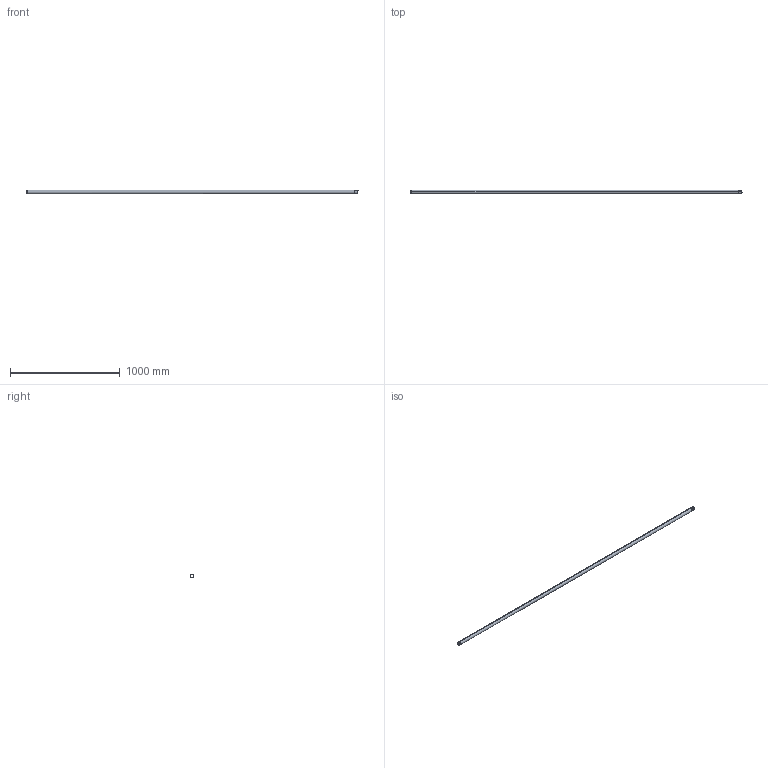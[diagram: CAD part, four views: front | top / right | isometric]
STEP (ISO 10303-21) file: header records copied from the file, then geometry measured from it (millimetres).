
FILE_DESCRIPTION (( 'STEP AP203' ), '1' );
FILE_NAME ('CTR11-HDZ-N-032-3 Òðóáà ñòàëüíàÿ íàðåçíàÿ d32ìì.STEP', '2016-06-30T07:35:23', ( '' ), ( '' ), 'SwSTEP 2.0', 'SolidWorks 2014', '' );
FILE_SCHEMA (( 'CONFIG_CONTROL_DESIGN' ));
Length unit declared in the file: millimetre
Products named in the file (1): CTR11-HDZ-N-032-3 Òðóáà ñòàëüíàÿ íàðåçíàÿ d32ìì
Bounding box: 3030 x 34.5 x 34.5 mm (x, y, z)
Volume: 544492.9 mm3; surface area: 576501.3 mm2
Topology: 1 solids, 1 shells, 50 faces, 133 edges, 87 vertices
Faces by surface type: cylinder 31, bspline 13, plane 6
Entity records: 8895 total; most frequent: CARTESIAN_POINT 7820, ORIENTED_EDGE 266, DIRECTION 147, EDGE_CURVE 133, VERTEX_POINT 87, AXIS2_PLACEMENT_3D 55, EDGE_LOOP 54, FACE_OUTER_BOUND 50
